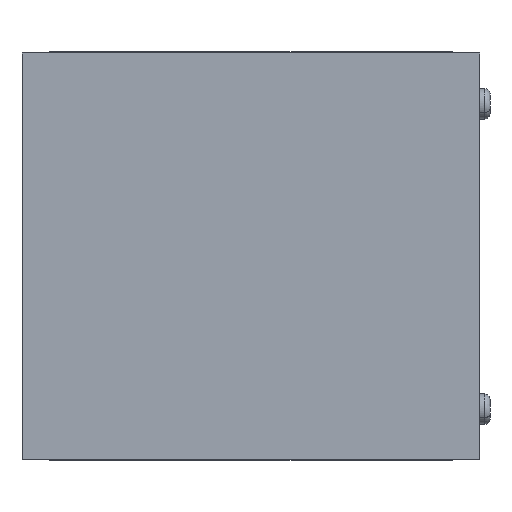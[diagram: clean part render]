
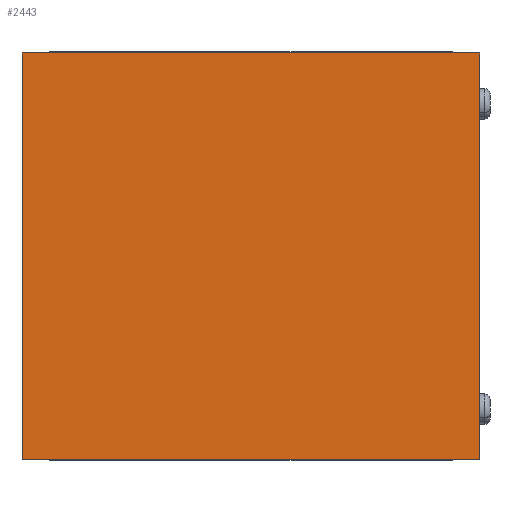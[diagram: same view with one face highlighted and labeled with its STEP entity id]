
A CAD part, left-side view. The second image highlights one B-rep face of the part: STEP entity #2443.
In plain terms, the highlighted free-form (B-spline) face has degree [1, 1] with [2, 2] control points.
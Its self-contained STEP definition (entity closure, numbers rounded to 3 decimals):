
#2443 = ADVANCED_FACE('',(#2444),#2474,.T.);
#2444 = FACE_BOUND('',#2445,.T.);
#2445 = EDGE_LOOP('',(#2446,#2455,#2462,#2469));
#2446 = ORIENTED_EDGE('',*,*,#2447,.T.);
#2447 = EDGE_CURVE('',#2448,#2450,#2452,.T.);
#2448 = VERTEX_POINT('',#2449);
#2449 = CARTESIAN_POINT('',(-358.778,332.649,
    363.172));
#2450 = VERTEX_POINT('',#2451);
#2451 = CARTESIAN_POINT('',(-358.778,332.649,
    944.247));
#2452 = B_SPLINE_CURVE_WITH_KNOTS('',1,(#2453,#2454),.UNSPECIFIED.,.F.,
  .F.,(2,2),(0.,400.),.PIECEWISE_BEZIER_KNOTS.);
#2453 = CARTESIAN_POINT('',(-358.778,332.649,
    363.172));
#2454 = CARTESIAN_POINT('',(-358.778,332.649,
    944.247));
#2455 = ORIENTED_EDGE('',*,*,#2456,.T.);
#2456 = EDGE_CURVE('',#2450,#2457,#2459,.T.);
#2457 = VERTEX_POINT('',#2458);
#2458 = CARTESIAN_POINT('',(-358.778,-321.061,
    944.247));
#2459 = B_SPLINE_CURVE_WITH_KNOTS('',1,(#2460,#2461),.UNSPECIFIED.,.F.,
  .F.,(2,2),(0.,450.),.PIECEWISE_BEZIER_KNOTS.);
#2460 = CARTESIAN_POINT('',(-358.778,332.649,
    944.247));
#2461 = CARTESIAN_POINT('',(-358.778,-321.061,
    944.247));
#2462 = ORIENTED_EDGE('',*,*,#2463,.T.);
#2463 = EDGE_CURVE('',#2457,#2464,#2466,.T.);
#2464 = VERTEX_POINT('',#2465);
#2465 = CARTESIAN_POINT('',(-358.778,-321.061,
    363.172));
#2466 = B_SPLINE_CURVE_WITH_KNOTS('',1,(#2467,#2468),.UNSPECIFIED.,.F.,
  .F.,(2,2),(0.,400.),.PIECEWISE_BEZIER_KNOTS.);
#2467 = CARTESIAN_POINT('',(-358.778,-321.061,
    944.247));
#2468 = CARTESIAN_POINT('',(-358.778,-321.061,
    363.172));
#2469 = ORIENTED_EDGE('',*,*,#2470,.T.);
#2470 = EDGE_CURVE('',#2464,#2448,#2471,.T.);
#2471 = B_SPLINE_CURVE_WITH_KNOTS('',1,(#2472,#2473),.UNSPECIFIED.,.F.,
  .F.,(2,2),(0.,450.),.PIECEWISE_BEZIER_KNOTS.);
#2472 = CARTESIAN_POINT('',(-358.778,-321.061,
    363.172));
#2473 = CARTESIAN_POINT('',(-358.778,332.649,
    363.172));
#2474 = B_SPLINE_SURFACE_WITH_KNOTS('',1,1,(
    (#2475,#2476)
    ,(#2477,#2478
    )),.UNSPECIFIED.,.F.,.F.,.F.,(2,2),(2,2),(0.,1.),(0.,1.),
  .PIECEWISE_BEZIER_KNOTS.);
#2475 = CARTESIAN_POINT('',(-358.778,-321.061,
    944.247));
#2476 = CARTESIAN_POINT('',(-358.778,332.649,
    944.247));
#2477 = CARTESIAN_POINT('',(-358.778,-321.061,
    363.172));
#2478 = CARTESIAN_POINT('',(-358.778,332.649,
    363.172));
